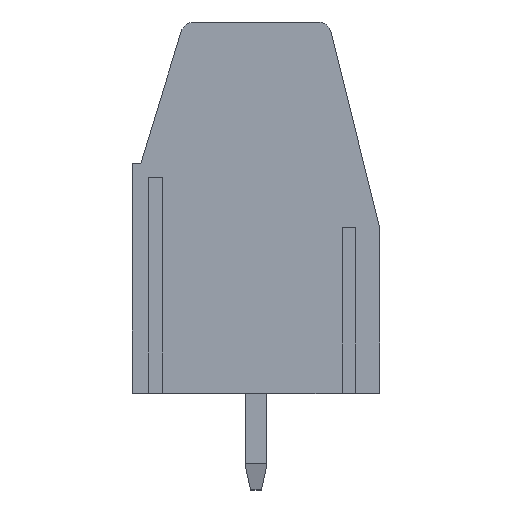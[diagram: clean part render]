
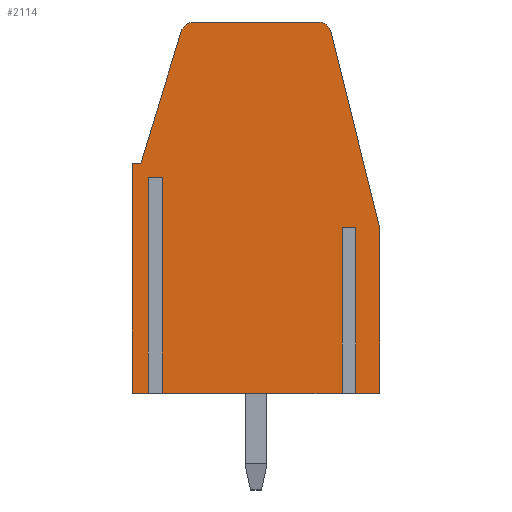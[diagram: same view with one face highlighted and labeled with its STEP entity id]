
A CAD part, top view. The second image highlights one B-rep face of the part: STEP entity #2114.
In plain terms, the highlighted planar face has unit normal (0, 0, 1).
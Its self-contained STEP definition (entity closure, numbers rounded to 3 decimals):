
#13=DIRECTION('',(-1.,0.,0.));
#14=VECTOR('',#13,0.503);
#15=CARTESIAN_POINT('',(-3.413,1.1,12.7));
#16=LINE('',#15,#14);
#17=DIRECTION('',(0.,1.,0.));
#18=VECTOR('',#17,7.85);
#19=CARTESIAN_POINT('',(-3.917,-6.75,12.7));
#20=LINE('',#19,#18);
#21=DIRECTION('',(1.,0.,0.));
#22=VECTOR('',#21,0.583);
#23=CARTESIAN_POINT('',(-4.5,-6.75,12.7));
#24=LINE('',#23,#22);
#25=DIRECTION('',(0.,-1.,0.));
#26=VECTOR('',#25,8.35);
#27=CARTESIAN_POINT('',(-4.5,1.6,12.7));
#28=LINE('',#27,#26);
#29=DIRECTION('',(-1.,0.,0.));
#30=VECTOR('',#29,0.31);
#31=CARTESIAN_POINT('',(-4.19,1.6,12.7));
#32=LINE('',#31,#30);
#33=DIRECTION('',(-0.292,-0.956,0.));
#34=VECTOR('',#33,5.015);
#35=CARTESIAN_POINT('',(-2.723,6.396,12.7));
#36=LINE('',#35,#34);
#37=CARTESIAN_POINT('',(-2.245,6.25,12.7));
#38=DIRECTION('',(0.,0.,1.));
#39=DIRECTION('',(0.,1.,0.));
#40=AXIS2_PLACEMENT_3D('',#37,#38,#39);
#42=DIRECTION('',(-1.,0.,0.));
#43=VECTOR('',#42,4.489);
#44=CARTESIAN_POINT('',(2.244,6.75,12.7));
#45=LINE('',#44,#43);
#46=CARTESIAN_POINT('',(2.244,6.25,12.7));
#47=DIRECTION('',(0.,0.,1.));
#48=DIRECTION('',(0.97,0.242,0.));
#49=AXIS2_PLACEMENT_3D('',#46,#47,#48);
#51=DIRECTION('',(-0.242,0.97,0.));
#52=VECTOR('',#51,7.318);
#53=CARTESIAN_POINT('',(4.5,-0.73,12.7));
#54=LINE('',#53,#52);
#55=DIRECTION('',(0.,1.,0.));
#56=VECTOR('',#55,6.02);
#57=CARTESIAN_POINT('',(4.5,-6.75,12.7));
#58=LINE('',#57,#56);
#59=DIRECTION('',(1.,0.,0.));
#60=VECTOR('',#59,0.863);
#61=CARTESIAN_POINT('',(3.637,-6.75,12.7));
#62=LINE('',#61,#60);
#63=DIRECTION('',(0.,1.,0.));
#64=VECTOR('',#63,6.02);
#65=CARTESIAN_POINT('',(3.637,-6.75,12.7));
#66=LINE('',#65,#64);
#67=DIRECTION('',(-1.,0.,0.));
#68=VECTOR('',#67,0.503);
#69=CARTESIAN_POINT('',(3.637,-0.73,12.7));
#70=LINE('',#69,#68);
#71=DIRECTION('',(0.,1.,0.));
#72=VECTOR('',#71,6.02);
#73=CARTESIAN_POINT('',(3.133,-6.75,12.7));
#74=LINE('',#73,#72);
#75=DIRECTION('',(1.,0.,0.));
#76=VECTOR('',#75,6.547);
#77=CARTESIAN_POINT('',(-3.413,-6.75,12.7));
#78=LINE('',#77,#76);
#79=DIRECTION('',(0.,1.,0.));
#80=VECTOR('',#79,7.85);
#81=CARTESIAN_POINT('',(-3.413,-6.75,12.7));
#82=LINE('',#81,#80);
#1629=CARTESIAN_POINT('',(4.5,-6.75,12.7));
#1630=CARTESIAN_POINT('',(4.5,-0.73,12.7));
#1631=VERTEX_POINT('',#1629);
#1632=VERTEX_POINT('',#1630);
#1633=CARTESIAN_POINT('',(2.73,6.371,12.7));
#1634=VERTEX_POINT('',#1633);
#1635=CARTESIAN_POINT('',(2.244,6.75,12.7));
#1636=VERTEX_POINT('',#1635);
#1637=CARTESIAN_POINT('',(-2.245,6.75,12.7));
#1638=VERTEX_POINT('',#1637);
#1639=CARTESIAN_POINT('',(-2.723,6.396,12.7));
#1640=VERTEX_POINT('',#1639);
#1641=CARTESIAN_POINT('',(-4.19,1.6,12.7));
#1642=VERTEX_POINT('',#1641);
#1643=CARTESIAN_POINT('',(-4.5,1.6,12.7));
#1644=VERTEX_POINT('',#1643);
#1645=CARTESIAN_POINT('',(-4.5,-6.75,12.7));
#1646=VERTEX_POINT('',#1645);
#1721=CARTESIAN_POINT('',(3.637,-0.73,12.7));
#1722=CARTESIAN_POINT('',(3.133,-0.73,12.7));
#1723=VERTEX_POINT('',#1721);
#1724=VERTEX_POINT('',#1722);
#1725=CARTESIAN_POINT('',(3.133,-6.75,12.7));
#1726=VERTEX_POINT('',#1725);
#1727=CARTESIAN_POINT('',(3.637,-6.75,12.7));
#1728=VERTEX_POINT('',#1727);
#1745=CARTESIAN_POINT('',(-3.413,1.1,12.7));
#1746=CARTESIAN_POINT('',(-3.917,1.1,12.7));
#1747=VERTEX_POINT('',#1745);
#1748=VERTEX_POINT('',#1746);
#1749=CARTESIAN_POINT('',(-3.413,-6.75,12.7));
#1750=VERTEX_POINT('',#1749);
#1751=CARTESIAN_POINT('',(-3.917,-6.75,12.7));
#1752=VERTEX_POINT('',#1751);
#2073=CARTESIAN_POINT('',(0.,0.,12.7));
#2074=DIRECTION('',(0.,0.,1.));
#2075=DIRECTION('',(1.,0.,0.));
#2076=AXIS2_PLACEMENT_3D('',#2073,#2074,#2075);
#2077=PLANE('',#2076);
#2079=ORIENTED_EDGE('',*,*,#2078,.T.);
#2081=ORIENTED_EDGE('',*,*,#2080,.F.);
#2083=ORIENTED_EDGE('',*,*,#2082,.F.);
#2085=ORIENTED_EDGE('',*,*,#2084,.F.);
#2087=ORIENTED_EDGE('',*,*,#2086,.F.);
#2089=ORIENTED_EDGE('',*,*,#2088,.F.);
#2091=ORIENTED_EDGE('',*,*,#2090,.F.);
#2093=ORIENTED_EDGE('',*,*,#2092,.F.);
#2095=ORIENTED_EDGE('',*,*,#2094,.F.);
#2097=ORIENTED_EDGE('',*,*,#2096,.F.);
#2099=ORIENTED_EDGE('',*,*,#2098,.F.);
#2101=ORIENTED_EDGE('',*,*,#2100,.F.);
#2103=ORIENTED_EDGE('',*,*,#2102,.T.);
#2105=ORIENTED_EDGE('',*,*,#2104,.T.);
#2107=ORIENTED_EDGE('',*,*,#2106,.F.);
#2109=ORIENTED_EDGE('',*,*,#2108,.F.);
#2111=ORIENTED_EDGE('',*,*,#2110,.T.);
#2112=EDGE_LOOP('',(#2079,#2081,#2083,#2085,#2087,#2089,#2091,#2093,#2095,#2097,
#2099,#2101,#2103,#2105,#2107,#2109,#2111));
#2113=FACE_OUTER_BOUND('',#2112,.F.);
#41=CIRCLE('',#40,0.5);
#50=CIRCLE('',#49,0.5);
#2078=EDGE_CURVE('',#1747,#1748,#16,.T.);
#2080=EDGE_CURVE('',#1752,#1748,#20,.T.);
#2082=EDGE_CURVE('',#1646,#1752,#24,.T.);
#2084=EDGE_CURVE('',#1644,#1646,#28,.T.);
#2086=EDGE_CURVE('',#1642,#1644,#32,.T.);
#2088=EDGE_CURVE('',#1640,#1642,#36,.T.);
#2090=EDGE_CURVE('',#1638,#1640,#41,.T.);
#2092=EDGE_CURVE('',#1636,#1638,#45,.T.);
#2094=EDGE_CURVE('',#1634,#1636,#50,.T.);
#2096=EDGE_CURVE('',#1632,#1634,#54,.T.);
#2098=EDGE_CURVE('',#1631,#1632,#58,.T.);
#2100=EDGE_CURVE('',#1728,#1631,#62,.T.);
#2102=EDGE_CURVE('',#1728,#1723,#66,.T.);
#2104=EDGE_CURVE('',#1723,#1724,#70,.T.);
#2106=EDGE_CURVE('',#1726,#1724,#74,.T.);
#2108=EDGE_CURVE('',#1750,#1726,#78,.T.);
#2110=EDGE_CURVE('',#1750,#1747,#82,.T.);
#2114=ADVANCED_FACE('',(#2113),#2077,.T.);
